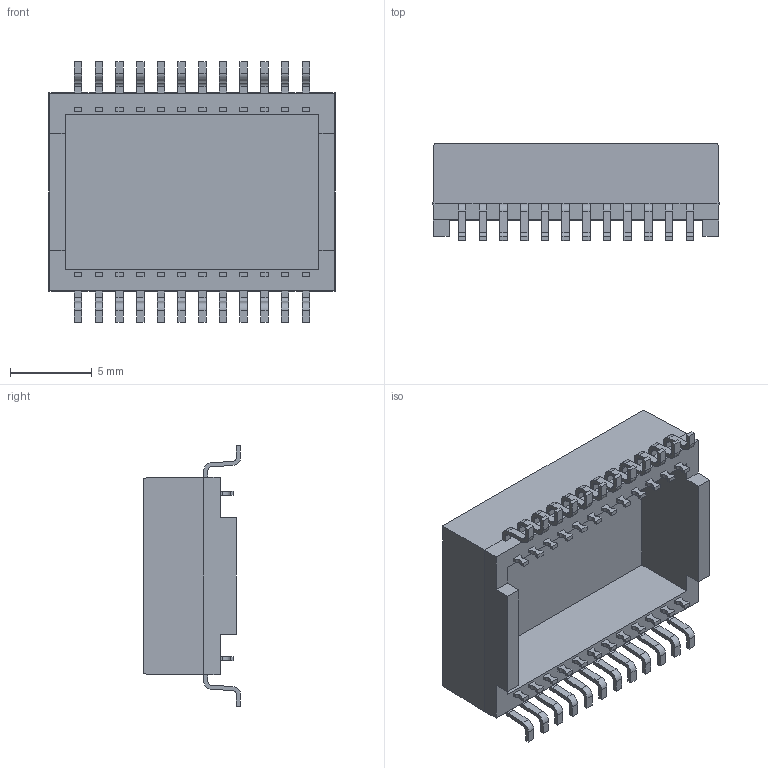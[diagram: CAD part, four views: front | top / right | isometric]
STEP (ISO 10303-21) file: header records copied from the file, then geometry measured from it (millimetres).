
FILE_DESCRIPTION((''),'2;1');
FILE_NAME('UTG24C14U','2023-03-06T',('Administrator'),(''),'PRO/ENGINEER BY PARAMETRIC TECHNOLOGY CORPORATION, 2008380','PRO/ENGINEER BY PARAMETRIC TECHNOLOGY CORPORATION, 2008380','');
FILE_SCHEMA(('CONFIG_CONTROL_DESIGN'));
Length unit declared in the file: millimetre
Products named in the file (1): UTG24C14U
Bounding box: 17.55 x 5.95 x 16 mm (x, y, z)
Volume: 438.3 mm3; surface area: 1095.8 mm2
Topology: 1 solids, 1 shells, 1251 faces, 3612 edges, 2423 vertices
Faces by surface type: plane 1105, cylinder 146
Entity records: 40693 total; most frequent: CARTESIAN_POINT 7286, ORIENTED_EDGE 7224, DIRECTION 6503, EDGE_CURVE 3612, VECTOR 3223, LINE 3223, VERTEX_POINT 2423, AXIS2_PLACEMENT_3D 1640
